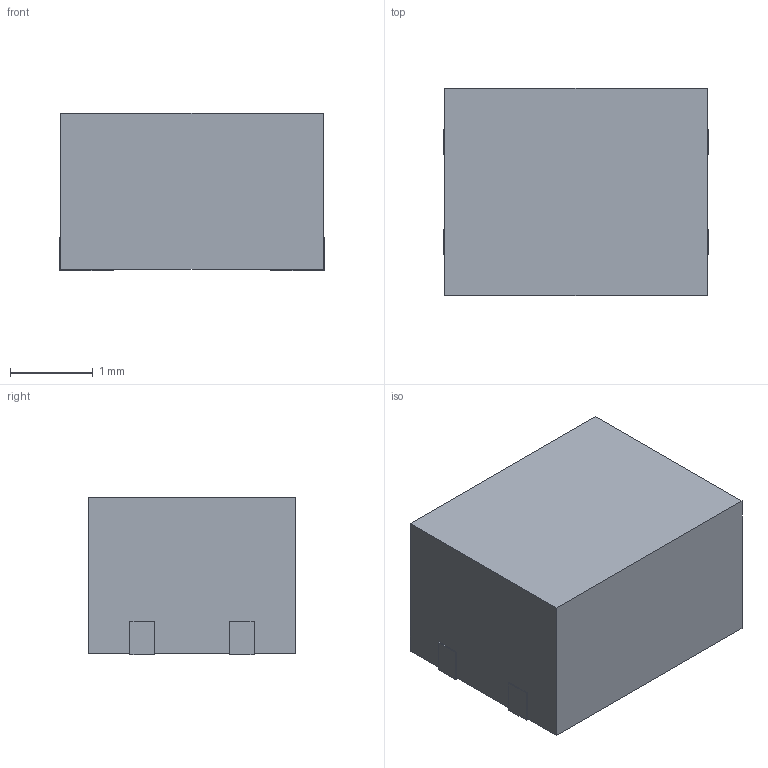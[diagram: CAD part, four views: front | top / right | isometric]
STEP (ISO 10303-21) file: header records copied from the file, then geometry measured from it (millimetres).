
FILE_DESCRIPTION (( 'STEP AP203' ), '1' );
FILE_NAME ('ACP3225-T000 Block model (typ size).STEP', '2018-07-17T01:16:06', ( '' ), ( '' ), 'SwSTEP 2.0', 'SolidWorks 2018', '' );
FILE_SCHEMA (( 'CONFIG_CONTROL_DESIGN' ));
Length unit declared in the file: millimetre
Products named in the file (3): ACP3225-T000 DR僐傾僽儘僢僋(typ size); ACP3225-T000 Block model (typ size); ACP3225-T000 電極ブロック(typ size)
Assembly tree (5 placements, depth 2):
  ACP3225-T000 Block model (typ size)
    ACP3225-T000 DR僐傾僽儘僢僋(typ size)
    ACP3225-T000 電極ブロック(typ size)  x4
Bounding box: 3.2 x 2.5 x 1.9 mm (x, y, z)
Volume: 15 mm3; surface area: 39.9 mm2
Topology: 5 solids, 5 shells, 38 faces, 84 edges, 56 vertices
Faces by surface type: plane 38
Entity records: 775 total; most frequent: DIRECTION 74, CARTESIAN_POINT 72, ORIENTED_EDGE 60, VECTOR 30, EDGE_CURVE 30, LINE 30, PERSON_AND_ORGANIZATION 29, DATE_AND_TIME 25
